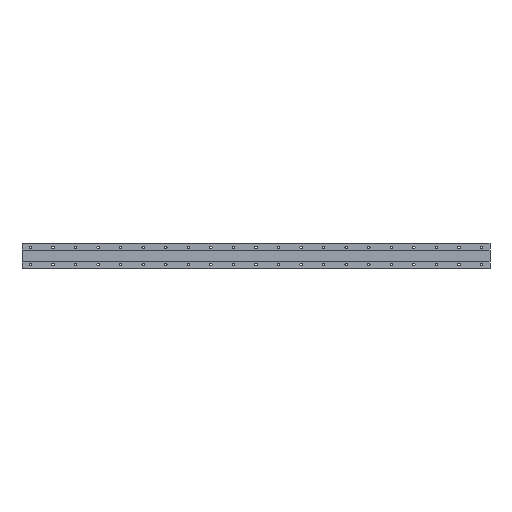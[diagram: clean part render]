
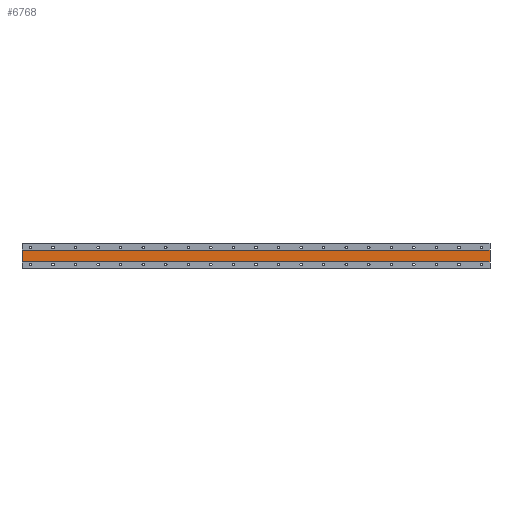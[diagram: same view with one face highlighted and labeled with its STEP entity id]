
A CAD part, front view. The second image highlights one B-rep face of the part: STEP entity #6768.
In plain terms, the highlighted planar face has unit normal (0, -1, 0).
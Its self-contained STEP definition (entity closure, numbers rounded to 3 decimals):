
#61 = DIRECTION ( 'NONE',  ( 0., 0., 1. ) ) ;
#127 = LINE ( 'NONE', #2490, #6013 ) ;
#174 = FACE_OUTER_BOUND ( 'NONE', #7545, .T. ) ;
#411 = EDGE_CURVE ( 'NONE', #4988, #2805, #127, .T. ) ;
#490 = EDGE_CURVE ( 'NONE', #2805, #2910, #5916, .T. ) ;
#640 = CARTESIAN_POINT ( 'NONE',  ( -30., 1., 20. ) ) ;
#1660 = VECTOR ( 'NONE', #5204, 1000. ) ;
#1703 = VECTOR ( 'NONE', #61, 1000. ) ;
#1887 = DIRECTION ( 'NONE',  ( -1., 0., 0. ) ) ;
#1942 = DIRECTION ( 'NONE',  ( 0., 1., 0. ) ) ;
#2445 = VERTEX_POINT ( 'NONE', #3809 ) ;
#2490 = CARTESIAN_POINT ( 'NONE',  ( 1630., 1., -20. ) ) ;
#2497 = CARTESIAN_POINT ( 'NONE',  ( -30., 1., -20. ) ) ;
#2728 = ORIENTED_EDGE ( 'NONE', *, *, #4916, .F. ) ;
#2805 = VERTEX_POINT ( 'NONE', #2497 ) ;
#2840 = LINE ( 'NONE', #6254, #1660 ) ;
#2910 = VERTEX_POINT ( 'NONE', #4496 ) ;
#3220 = ORIENTED_EDGE ( 'NONE', *, *, #411, .F. ) ;
#3271 = ORIENTED_EDGE ( 'NONE', *, *, #4667, .F. ) ;
#3809 = CARTESIAN_POINT ( 'NONE',  ( 1630., 1., 20. ) ) ;
#3850 = VECTOR ( 'NONE', #4748, 1000. ) ;
#4070 = ORIENTED_EDGE ( 'NONE', *, *, #490, .F. ) ;
#4273 = DIRECTION ( 'NONE',  ( 0., 0., 1. ) ) ;
#4496 = CARTESIAN_POINT ( 'NONE',  ( -30., 1., 20. ) ) ;
#4667 = EDGE_CURVE ( 'NONE', #2445, #4988, #6538, .T. ) ;
#4748 = DIRECTION ( 'NONE',  ( 0., 0., -1. ) ) ;
#4859 = PLANE ( 'NONE',  #7273 ) ;
#4916 = EDGE_CURVE ( 'NONE', #2910, #2445, #2840, .T. ) ;
#4988 = VERTEX_POINT ( 'NONE', #5932 ) ;
#5204 = DIRECTION ( 'NONE',  ( 1., 0., 0. ) ) ;
#5916 = LINE ( 'NONE', #640, #1703 ) ;
#5932 = CARTESIAN_POINT ( 'NONE',  ( 1630., 1., -20. ) ) ;
#6013 = VECTOR ( 'NONE', #1887, 1000. ) ;
#6147 = CARTESIAN_POINT ( 'NONE',  ( 1630., 1., 20. ) ) ;
#6254 = CARTESIAN_POINT ( 'NONE',  ( 1630., 1., 20. ) ) ;
#6538 = LINE ( 'NONE', #7209, #3850 ) ;
#6768 = ADVANCED_FACE ( 'NONE', ( #174 ), #4859, .F. ) ;
#7209 = CARTESIAN_POINT ( 'NONE',  ( 1630., 1., 20. ) ) ;
#7273 = AXIS2_PLACEMENT_3D ( 'NONE', #6147, #1942, #4273 ) ;
#7545 = EDGE_LOOP ( 'NONE', ( #3220, #3271, #2728, #4070 ) ) ;
